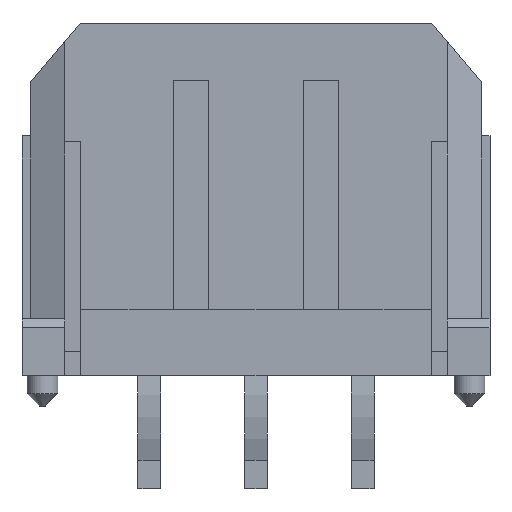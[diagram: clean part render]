
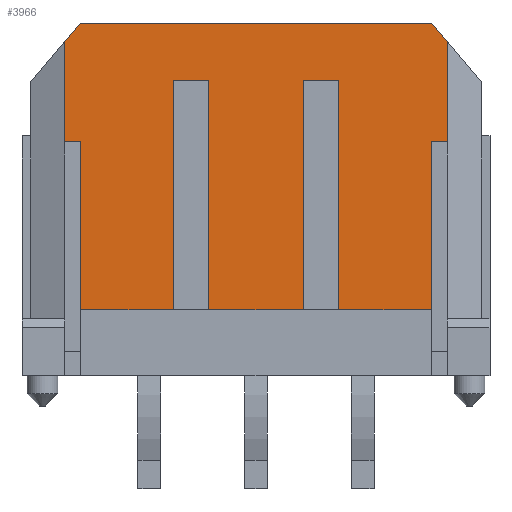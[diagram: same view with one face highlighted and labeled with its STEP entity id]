
A CAD part, front view. The second image highlights one B-rep face of the part: STEP entity #3966.
In plain terms, the highlighted planar face has unit normal (0, -1, 0).
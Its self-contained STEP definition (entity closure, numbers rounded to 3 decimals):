
#165=PLANE('',#4221);
#372=FACE_OUTER_BOUND('',#588,.T.);
#588=EDGE_LOOP('',(#3312,#3313,#3314,#3315,#3316,#3317,#3318,#3319,#3320,
#3321,#3322,#3323,#3324,#3325,#3326,#3327,#3328,#3329));
#778=LINE('',#5556,#1303);
#801=LINE('',#5607,#1326);
#813=LINE('',#5632,#1338);
#818=LINE('',#5642,#1343);
#886=LINE('',#5788,#1411);
#1045=LINE('',#6125,#1570);
#1050=LINE('',#6139,#1575);
#1068=LINE('',#6177,#1593);
#1089=LINE('',#6219,#1614);
#1100=LINE('',#6244,#1625);
#1106=LINE('',#6255,#1631);
#1107=LINE('',#6256,#1632);
#1108=LINE('',#6258,#1633);
#1109=LINE('',#6259,#1634);
#1110=LINE('',#6260,#1635);
#1111=LINE('',#6261,#1636);
#1112=LINE('',#6262,#1637);
#1113=LINE('',#6263,#1638);
#1303=VECTOR('',#4478,1000.);
#1326=VECTOR('',#4513,1000.);
#1338=VECTOR('',#4529,1000.);
#1343=VECTOR('',#4536,1000.);
#1411=VECTOR('',#4636,1000.);
#1570=VECTOR('',#4929,1000.);
#1575=VECTOR('',#4944,1000.);
#1593=VECTOR('',#4978,1000.);
#1614=VECTOR('',#5021,1000.);
#1625=VECTOR('',#5044,1000.);
#1631=VECTOR('',#5054,1000.);
#1632=VECTOR('',#5055,1000.);
#1633=VECTOR('',#5056,1000.);
#1634=VECTOR('',#5057,1000.);
#1635=VECTOR('',#5058,1000.);
#1636=VECTOR('',#5059,1000.);
#1637=VECTOR('',#5060,1000.);
#1638=VECTOR('',#5061,1000.);
#1859=VERTEX_POINT('',#5549);
#1862=VERTEX_POINT('',#5554);
#1881=VERTEX_POINT('',#5600);
#1884=VERTEX_POINT('',#5605);
#1894=VERTEX_POINT('',#5629);
#1895=VERTEX_POINT('',#5631);
#1896=VERTEX_POINT('',#5635);
#1899=VERTEX_POINT('',#5640);
#1958=VERTEX_POINT('',#5781);
#1961=VERTEX_POINT('',#5786);
#2072=VERTEX_POINT('',#6123);
#2087=VERTEX_POINT('',#6173);
#2088=VERTEX_POINT('',#6175);
#2098=VERTEX_POINT('',#6218);
#2105=VERTEX_POINT('',#6241);
#2106=VERTEX_POINT('',#6243);
#2109=VERTEX_POINT('',#6254);
#2110=VERTEX_POINT('',#6257);
#2242=EDGE_CURVE('',#1862,#1859,#778,.T.);
#2265=EDGE_CURVE('',#1884,#1881,#801,.T.);
#2277=EDGE_CURVE('',#1894,#1895,#813,.T.);
#2282=EDGE_CURVE('',#1896,#1899,#818,.T.);
#2350=EDGE_CURVE('',#1958,#1961,#886,.T.);
#2521=EDGE_CURVE('',#1895,#2072,#1045,.T.);
#2528=EDGE_CURVE('',#1859,#1961,#1050,.T.);
#2547=EDGE_CURVE('',#2087,#2088,#1068,.T.);
#2568=EDGE_CURVE('',#2072,#2098,#1089,.T.);
#2581=EDGE_CURVE('',#2106,#2105,#1100,.T.);
#2587=EDGE_CURVE('',#2109,#2088,#1106,.T.);
#2588=EDGE_CURVE('',#2098,#2109,#1107,.T.);
#2589=EDGE_CURVE('',#2110,#1894,#1108,.T.);
#2590=EDGE_CURVE('',#1896,#2110,#1109,.T.);
#2591=EDGE_CURVE('',#1881,#1899,#1110,.T.);
#2592=EDGE_CURVE('',#1958,#1884,#1111,.T.);
#2593=EDGE_CURVE('',#2106,#1862,#1112,.T.);
#2594=EDGE_CURVE('',#2087,#2105,#1113,.T.);
#3312=ORIENTED_EDGE('',*,*,#2587,.F.);
#3313=ORIENTED_EDGE('',*,*,#2588,.F.);
#3314=ORIENTED_EDGE('',*,*,#2568,.F.);
#3315=ORIENTED_EDGE('',*,*,#2521,.F.);
#3316=ORIENTED_EDGE('',*,*,#2277,.F.);
#3317=ORIENTED_EDGE('',*,*,#2589,.F.);
#3318=ORIENTED_EDGE('',*,*,#2590,.F.);
#3319=ORIENTED_EDGE('',*,*,#2282,.T.);
#3320=ORIENTED_EDGE('',*,*,#2591,.F.);
#3321=ORIENTED_EDGE('',*,*,#2265,.F.);
#3322=ORIENTED_EDGE('',*,*,#2592,.F.);
#3323=ORIENTED_EDGE('',*,*,#2350,.T.);
#3324=ORIENTED_EDGE('',*,*,#2528,.F.);
#3325=ORIENTED_EDGE('',*,*,#2242,.F.);
#3326=ORIENTED_EDGE('',*,*,#2593,.F.);
#3327=ORIENTED_EDGE('',*,*,#2581,.T.);
#3328=ORIENTED_EDGE('',*,*,#2594,.F.);
#3329=ORIENTED_EDGE('',*,*,#2547,.T.);
#3966=ADVANCED_FACE('',(#372),#165,.T.);
#4221=AXIS2_PLACEMENT_3D('',#6253,#5052,#5053);
#4478=DIRECTION('',(0.,0.,1.));
#4513=DIRECTION('',(0.,0.,1.));
#4529=DIRECTION('',(-1.,0.,0.));
#4536=DIRECTION('',(0.,0.,1.));
#4636=DIRECTION('',(0.,0.,1.));
#4929=DIRECTION('',(0.,0.,1.));
#4944=DIRECTION('',(-1.,0.,0.));
#4978=DIRECTION('',(0.,0.,1.));
#5021=DIRECTION('',(0.643,0.,0.766));
#5044=DIRECTION('',(0.,0.,1.));
#5052=DIRECTION('center_axis',(0.,-1.,0.));
#5053=DIRECTION('ref_axis',(0.,0.,-1.));
#5054=DIRECTION('',(0.643,0.,-0.766));
#5055=DIRECTION('',(1.,0.,0.));
#5056=DIRECTION('',(0.,0.,1.));
#5057=DIRECTION('',(-1.,0.,0.));
#5058=DIRECTION('',(-1.,0.,0.));
#5059=DIRECTION('',(-1.,0.,0.));
#5060=DIRECTION('',(-1.,0.,0.));
#5061=DIRECTION('',(-1.,0.,0.));
#5549=CARTESIAN_POINT('',(2.325,-3.43,3.355));
#5554=CARTESIAN_POINT('',(2.325,-3.43,-3.105));
#5556=CARTESIAN_POINT('',(2.325,-3.43,-3.105));
#5600=CARTESIAN_POINT('',(-1.325,-3.43,3.355));
#5605=CARTESIAN_POINT('',(-1.325,-3.43,-3.105));
#5607=CARTESIAN_POINT('',(-1.325,-3.43,-3.105));
#5629=CARTESIAN_POINT('',(-4.925,-3.43,1.615));
#5631=CARTESIAN_POINT('',(-5.375,-3.43,1.615));
#5632=CARTESIAN_POINT('',(-4.925,-3.43,1.615));
#5635=CARTESIAN_POINT('',(-2.325,-3.43,-3.105));
#5640=CARTESIAN_POINT('',(-2.325,-3.43,3.355));
#5642=CARTESIAN_POINT('',(-2.325,-3.43,-3.105));
#5781=CARTESIAN_POINT('',(1.325,-3.43,-3.105));
#5786=CARTESIAN_POINT('',(1.325,-3.43,3.355));
#5788=CARTESIAN_POINT('',(1.325,-3.43,-3.105));
#6123=CARTESIAN_POINT('',(-5.375,-3.43,4.437));
#6125=CARTESIAN_POINT('',(-5.375,-3.43,1.615));
#6139=CARTESIAN_POINT('',(2.325,-3.43,3.355));
#6173=CARTESIAN_POINT('',(5.375,-3.43,1.615));
#6175=CARTESIAN_POINT('',(5.375,-3.43,4.437));
#6177=CARTESIAN_POINT('',(5.375,-3.43,1.615));
#6218=CARTESIAN_POINT('',(-4.94,-3.43,4.955));
#6219=CARTESIAN_POINT('',(-5.375,-3.43,4.437));
#6241=CARTESIAN_POINT('',(4.925,-3.43,1.615));
#6243=CARTESIAN_POINT('',(4.925,-3.43,-3.105));
#6244=CARTESIAN_POINT('',(4.925,-3.43,-3.105));
#6253=CARTESIAN_POINT('Origin',(-6.325,-3.43,-4.955));
#6254=CARTESIAN_POINT('',(4.94,-3.43,4.955));
#6255=CARTESIAN_POINT('',(4.94,-3.43,4.955));
#6256=CARTESIAN_POINT('',(-4.94,-3.43,4.955));
#6257=CARTESIAN_POINT('',(-4.925,-3.43,-3.105));
#6258=CARTESIAN_POINT('',(-4.925,-3.43,-3.105));
#6259=CARTESIAN_POINT('',(-2.325,-3.43,-3.105));
#6260=CARTESIAN_POINT('',(-1.325,-3.43,3.355));
#6261=CARTESIAN_POINT('',(1.325,-3.43,-3.105));
#6262=CARTESIAN_POINT('',(4.925,-3.43,-3.105));
#6263=CARTESIAN_POINT('',(5.375,-3.43,1.615));
